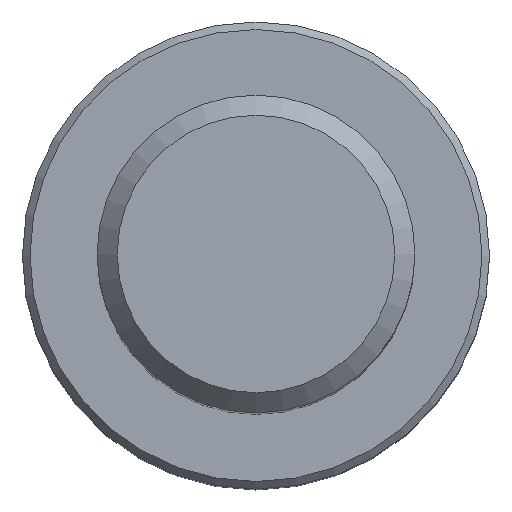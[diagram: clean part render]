
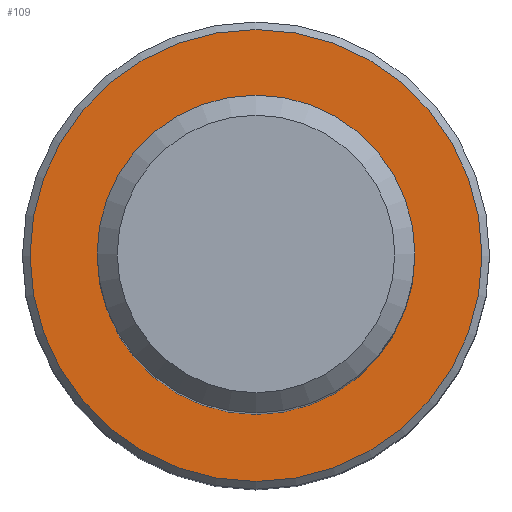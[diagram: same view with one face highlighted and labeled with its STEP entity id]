
A CAD part, top view. The second image highlights one B-rep face of the part: STEP entity #109.
In plain terms, the highlighted planar face has unit normal (0, 0, 1).
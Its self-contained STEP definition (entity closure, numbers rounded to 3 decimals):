
#84=FACE_BOUND('',#157,.T.);
#85=FACE_BOUND('',#158,.T.);
#109=ADVANCED_FACE('',(#84,#85),#118,.F.);
#118=PLANE('',#340);
#157=EDGE_LOOP('',(#199));
#158=EDGE_LOOP('',(#200));
#199=ORIENTED_EDGE('',*,*,#245,.F.);
#200=ORIENTED_EDGE('',*,*,#244,.T.);
#223=VERTEX_POINT('',#500);
#224=VERTEX_POINT('',#503);
#244=EDGE_CURVE('',#223,#223,#265,.T.);
#245=EDGE_CURVE('',#224,#224,#266,.T.);
#265=CIRCLE('',#337,11.373);
#266=CIRCLE('',#339,7.997);
#337=AXIS2_PLACEMENT_3D('',#499,#424,#425);
#339=AXIS2_PLACEMENT_3D('',#502,#428,#429);
#340=AXIS2_PLACEMENT_3D('',#504,#430,#431);
#424=DIRECTION('',(0.,0.,1.));
#425=DIRECTION('',(1.,0.,0.));
#428=DIRECTION('',(0.,0.,1.));
#429=DIRECTION('',(1.,0.,0.));
#430=DIRECTION('',(0.,0.,-1.));
#431=DIRECTION('',(-1.,0.,0.));
#499=CARTESIAN_POINT('',(0.,0.,-44.45));
#500=CARTESIAN_POINT('',(11.373,0.,-44.45));
#502=CARTESIAN_POINT('',(0.,0.,-44.45));
#503=CARTESIAN_POINT('',(7.997,0.,-44.45));
#504=CARTESIAN_POINT('',(9.44,-6.343,-44.45));
